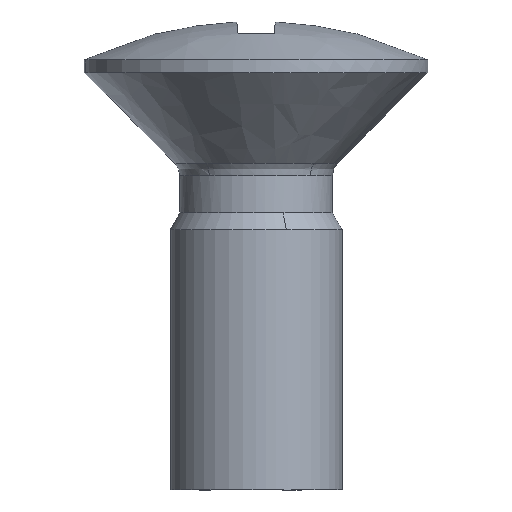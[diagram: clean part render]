
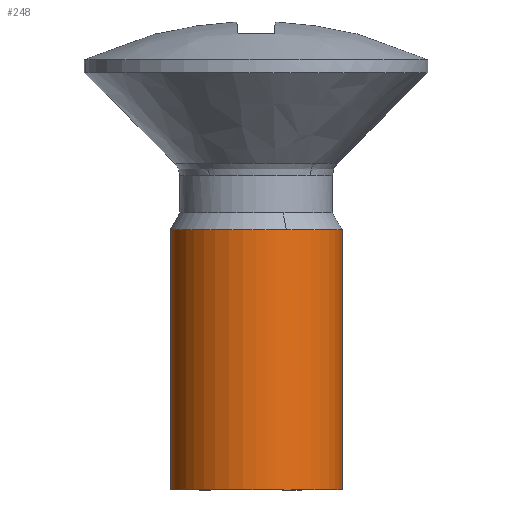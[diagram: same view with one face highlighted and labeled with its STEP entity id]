
A CAD part, left-side view. The second image highlights one B-rep face of the part: STEP entity #248.
In plain terms, the highlighted free-form (B-spline) face has degree [2, 1] with [5, 2] control points.
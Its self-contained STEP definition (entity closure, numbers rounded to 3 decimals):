
#70=CARTESIAN_POINT('',(-0.236,1.986,-10.));
#71=VERTEX_POINT('',#70);
#89=CARTESIAN_POINT('',(-0.236,1.986,-3.952));
#90=VERTEX_POINT('',#89);
#91=CARTESIAN_POINT('',(-0.236,1.986,-3.952));
#92=CARTESIAN_POINT('',(-0.236,1.986,-10.));
#93=QUASI_UNIFORM_CURVE('',1,(#91,#92),.UNSPECIFIED.,.F.,.U.);
#94=EDGE_CURVE('',#90,#71,#93,.T.);
#113=CARTESIAN_POINT('',(0.122,-1.996,-3.952));
#114=VERTEX_POINT('',#113);
#128=CARTESIAN_POINT('',(0.122,-1.996,-10.0));
#129=VERTEX_POINT('',#128);
#130=CARTESIAN_POINT('',(0.122,-1.996,-3.952));
#131=CARTESIAN_POINT('',(0.122,-1.996,-10.0));
#132=QUASI_UNIFORM_CURVE('',1,(#130,#131),.UNSPECIFIED.,.F.,.U.);
#133=EDGE_CURVE('',#114,#129,#132,.T.);
#151=CARTESIAN_POINT('',(0.122,-1.996,-3.801));
#152=CARTESIAN_POINT('',(-1.874,-2.118,-3.801));
#153=CARTESIAN_POINT('',(-1.996,-0.122,-3.801));
#154=CARTESIAN_POINT('',(-2.112,1.763,-3.801));
#155=CARTESIAN_POINT('',(-0.236,1.986,-3.801));
#156=CARTESIAN_POINT('',(0.122,-1.996,-10.155));
#157=CARTESIAN_POINT('',(-1.874,-2.118,-10.155));
#158=CARTESIAN_POINT('',(-1.996,-0.122,-10.155));
#159=CARTESIAN_POINT('',(-2.112,1.763,-10.155));
#160=CARTESIAN_POINT('',(-0.236,1.986,-10.155));
#168=(BOUNDED_SURFACE()B_SPLINE_SURFACE(2,1,((#151,#156),(#152,#157),(#153,#158),(#154,#159),(#155,#160)),.UNSPECIFIED.,.F.,.F.,.U.)B_SPLINE_SURFACE_WITH_KNOTS((3,2,3),(2,2),(0.0,3.314,6.495),(0.0,6.354),.UNSPECIFIED.)GEOMETRIC_REPRESENTATION_ITEM()RATIONAL_B_SPLINE_SURFACE(((1.0,1.0),(0.707,0.707),(1.0,1.0),(0.719,0.719),(0.978,0.978)))REPRESENTATION_ITEM('')SURFACE());
#169=CARTESIAN_POINT('',(-2.0,0.0,-10.0));
#170=VERTEX_POINT('',#169);
#171=CARTESIAN_POINT('',(-2.0,0.0,-10.0));
#172=CARTESIAN_POINT('',(-2.,1.776,-10.0));
#173=CARTESIAN_POINT('',(-0.236,1.986,-10.));
#181=(BOUNDED_CURVE()B_SPLINE_CURVE(2,(#171,#172,#173),.UNSPECIFIED.,.F.,.U.)B_SPLINE_CURVE_WITH_KNOTS((3,3),(0.0,0.23),.UNSPECIFIED.)CURVE()GEOMETRIC_REPRESENTATION_ITEM()RATIONAL_B_SPLINE_CURVE((1.0,0.731,0.956))REPRESENTATION_ITEM(''));
#182=EDGE_CURVE('',#170,#71,#181,.T.);
#183=ORIENTED_EDGE('',*,*,#182,.F.);
#184=CARTESIAN_POINT('',(0.122,-1.996,-10.0));
#185=CARTESIAN_POINT('',(0.061,-2.,-10.0));
#186=CARTESIAN_POINT('',(0.0,-2.0,-10.0));
#187=CARTESIAN_POINT('',(-2.,-2.,-10.));
#188=CARTESIAN_POINT('',(-2.0,0.0,-10.0));
#196=(BOUNDED_CURVE()B_SPLINE_CURVE(2,(#184,#185,#186,#187,#188),.UNSPECIFIED.,.F.,.U.)B_SPLINE_CURVE_WITH_KNOTS((3,2,3),(0.739,0.75,1.0),.UNSPECIFIED.)CURVE()GEOMETRIC_REPRESENTATION_ITEM()RATIONAL_B_SPLINE_CURVE((0.976,0.988,1.0,0.707,1.0))REPRESENTATION_ITEM(''));
#197=EDGE_CURVE('',#129,#170,#196,.T.);
#198=ORIENTED_EDGE('',*,*,#197,.F.);
#199=ORIENTED_EDGE('',*,*,#133,.F.);
#200=CARTESIAN_POINT('',(-1.872,-0.703,-3.952));
#201=VERTEX_POINT('',#200);
#202=CARTESIAN_POINT('',(0.122,-1.996,-3.952));
#203=CARTESIAN_POINT('',(0.061,-2.0,-3.952));
#204=CARTESIAN_POINT('',(0.0,-2.0,-3.952));
#205=CARTESIAN_POINT('',(-1.385,-2.0,-3.952));
#206=CARTESIAN_POINT('',(-1.872,-0.703,-3.952));
#214=(BOUNDED_CURVE()B_SPLINE_CURVE(2,(#202,#203,#204,#205,#206),.UNSPECIFIED.,.F.,.U.)B_SPLINE_CURVE_WITH_KNOTS((3,2,3),(0.739,0.75,0.94),.UNSPECIFIED.)CURVE()GEOMETRIC_REPRESENTATION_ITEM()RATIONAL_B_SPLINE_CURVE((0.976,0.988,1.0,0.777,0.893))REPRESENTATION_ITEM(''));
#215=EDGE_CURVE('',#114,#201,#214,.T.);
#216=ORIENTED_EDGE('',*,*,#215,.T.);
#217=CARTESIAN_POINT('',(-2.0,0.0,-3.952));
#218=VERTEX_POINT('',#217);
#219=CARTESIAN_POINT('',(-1.872,-0.703,-3.952));
#220=CARTESIAN_POINT('',(-2.,-0.363,-3.952));
#221=CARTESIAN_POINT('',(-2.0,0.0,-3.952));
#229=(BOUNDED_CURVE()B_SPLINE_CURVE(2,(#219,#220,#221),.UNSPECIFIED.,.F.,.U.)B_SPLINE_CURVE_WITH_KNOTS((3,3),(0.94,1.0),.UNSPECIFIED.)CURVE()GEOMETRIC_REPRESENTATION_ITEM()RATIONAL_B_SPLINE_CURVE((0.893,0.93,1.0))REPRESENTATION_ITEM(''));
#230=EDGE_CURVE('',#201,#218,#229,.T.);
#231=ORIENTED_EDGE('',*,*,#230,.T.);
#232=CARTESIAN_POINT('',(-2.0,0.0,-3.952));
#233=CARTESIAN_POINT('',(-2.,1.776,-3.952));
#234=CARTESIAN_POINT('',(-0.236,1.986,-3.952));
#242=(BOUNDED_CURVE()B_SPLINE_CURVE(2,(#232,#233,#234),.UNSPECIFIED.,.F.,.U.)B_SPLINE_CURVE_WITH_KNOTS((3,3),(0.0,0.23),.UNSPECIFIED.)CURVE()GEOMETRIC_REPRESENTATION_ITEM()RATIONAL_B_SPLINE_CURVE((1.0,0.731,0.956))REPRESENTATION_ITEM(''));
#243=EDGE_CURVE('',#218,#90,#242,.T.);
#244=ORIENTED_EDGE('',*,*,#243,.T.);
#245=ORIENTED_EDGE('',*,*,#94,.T.);
#246=EDGE_LOOP('',(#183,#198,#199,#216,#231,#244,#245));
#247=FACE_OUTER_BOUND('',#246,.T.);
#248=ADVANCED_FACE('',(#247),#168,.T.);
